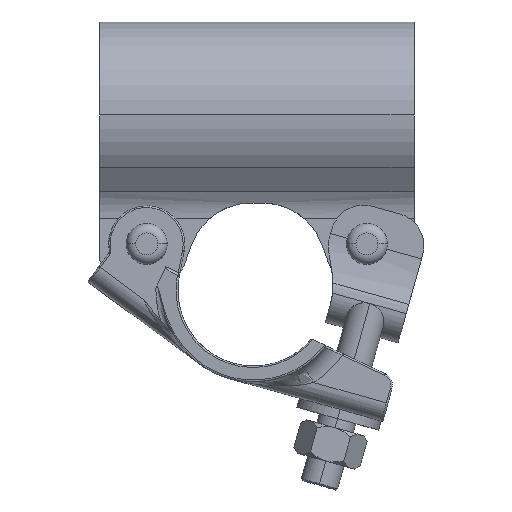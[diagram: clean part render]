
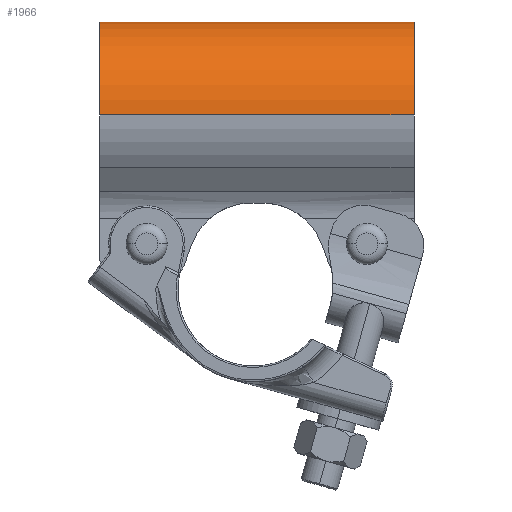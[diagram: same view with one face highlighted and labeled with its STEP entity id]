
A CAD part, top view. The second image highlights one B-rep face of the part: STEP entity #1966.
In plain terms, the highlighted cylindrical face has radius 29.7 mm (diameter 59.4 mm), a partial arc.
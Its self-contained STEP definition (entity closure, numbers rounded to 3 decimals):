
#11 = CARTESIAN_POINT ( 'NONE',  ( -48.386, 27.155, -12.037 ) ) ;
#39 = CARTESIAN_POINT ( 'NONE',  ( -49.506, 27.931, -10.1 ) ) ;
#73 = CARTESIAN_POINT ( 'NONE',  ( -49.74, 28.179, -9.386 ) ) ;
#77 = AXIS2_PLACEMENT_3D ( 'NONE', #516, #2291, #6477 ) ;
#144 = CARTESIAN_POINT ( 'NONE',  ( 44.848, 25.977, -14.398 ) ) ;
#147 = CARTESIAN_POINT ( 'NONE',  ( -50., 0., 0. ) ) ;
#178 = CARTESIAN_POINT ( 'NONE',  ( 42.532, 25.721, -14.85 ) ) ;
#185 = CARTESIAN_POINT ( 'NONE',  ( -42., 25.721, -14.85 ) ) ;
#494 = ORIENTED_EDGE ( 'NONE', *, *, #3003, .F. ) ;
#516 = CARTESIAN_POINT ( 'NONE',  ( 50., 0., 0. ) ) ;
#794 = CYLINDRICAL_SURFACE ( 'NONE', #1629, 29.7 ) ;
#876 = CARTESIAN_POINT ( 'NONE',  ( 50., 0., 0. ) ) ;
#922 = CARTESIAN_POINT ( 'NONE',  ( 48.54, 27.247, -11.821 ) ) ;
#1434 = B_SPLINE_CURVE_WITH_KNOTS ( 'NONE', 3,
 ( #1867, #7637, #5887, #2626, #9409, #8553, #8483, #10067, #3481, #922, #6792, #4301, #6732, #9337, #9299, #8444, #10173, #144, #1838, #2661, #3522, #5996, #178, #9372 ),
 .UNSPECIFIED., .F., .F.,
 ( 4, 2, 2, 2, 2, 2, 2, 2, 2, 2, 2, 4 ),
 ( 0., 0.002, 0.002, 0.003, 0.005, 0.006, 0.006, 0.008, 0.009, 0.01, 0.011, 0.013 ),
 .UNSPECIFIED. ) ;
#1446 = EDGE_CURVE ( 'NONE', #4656, #3372, #5307, .T. ) ;
#1629 = AXIS2_PLACEMENT_3D ( 'NONE', #876, #7587, #4190 ) ;
#1659 = CARTESIAN_POINT ( 'NONE',  ( -46.9, 26.516, -13.38 ) ) ;
#1734 = CARTESIAN_POINT ( 'NONE',  ( -43.828, 25.824, -14.67 ) ) ;
#1757 = CARTESIAN_POINT ( 'NONE',  ( 42., 25.721, -14.85 ) ) ;
#1838 = CARTESIAN_POINT ( 'NONE',  ( 44.601, 25.933, -14.476 ) ) ;
#1857 = CARTESIAN_POINT ( 'NONE',  ( 50., 0., 29.7 ) ) ;
#1867 = CARTESIAN_POINT ( 'NONE',  ( 50., 28.77, -7.373 ) ) ;
#1966 = ADVANCED_FACE ( 'NONE', ( #8247 ), #794, .T. ) ;
#2258 = CARTESIAN_POINT ( 'NONE',  ( 50., 0., 29.7 ) ) ;
#2291 = DIRECTION ( 'NONE',  ( 1., 0., 0. ) ) ;
#2468 = CIRCLE ( 'NONE', #3091, 29.7 ) ;
#2522 = CARTESIAN_POINT ( 'NONE',  ( -48.822, 27.415, -11.425 ) ) ;
#2568 = EDGE_CURVE ( 'NONE', #3372, #7236, #2468, .T. ) ;
#2626 = CARTESIAN_POINT ( 'NONE',  ( 49.805, 28.263, -9.13 ) ) ;
#2661 = CARTESIAN_POINT ( 'NONE',  ( 44.096, 25.857, -14.611 ) ) ;
#2664 = CARTESIAN_POINT ( 'NONE',  ( 50., 28.77, -7.373 ) ) ;
#2734 = DIRECTION ( 'NONE',  ( 1., 0., 0. ) ) ;
#2858 = CIRCLE ( 'NONE', #77, 29.7 ) ;
#2901 = VERTEX_POINT ( 'NONE', #2664 ) ;
#2927 = CARTESIAN_POINT ( 'NONE',  ( -49.951, 28.494, -8.395 ) ) ;
#3003 = EDGE_CURVE ( 'NONE', #2901, #3573, #2858, .T. ) ;
#3091 = AXIS2_PLACEMENT_3D ( 'NONE', #147, #2734, #8590 ) ;
#3103 = CARTESIAN_POINT ( 'NONE',  ( -50., 0., 29.7 ) ) ;
#3144 = ORIENTED_EDGE ( 'NONE', *, *, #5759, .F. ) ;
#3215 = DIRECTION ( 'NONE',  ( -1., 0., 0. ) ) ;
#3229 = EDGE_LOOP ( 'NONE', ( #3144, #494, #4895, #5300, #6339, #4871 ) ) ;
#3275 = CARTESIAN_POINT ( 'NONE',  ( -48.056, 26.986, -12.409 ) ) ;
#3372 = VERTEX_POINT ( 'NONE', #4632 ) ;
#3375 = EDGE_CURVE ( 'NONE', #6370, #4656, #9003, .T. ) ;
#3385 = CARTESIAN_POINT ( 'NONE',  ( -49.2, 27.676, -10.779 ) ) ;
#3481 = CARTESIAN_POINT ( 'NONE',  ( 48.972, 27.506, -11.213 ) ) ;
#3522 = CARTESIAN_POINT ( 'NONE',  ( 43.837, 25.825, -14.668 ) ) ;
#3573 = VERTEX_POINT ( 'NONE', #1857 ) ;
#3840 = LINE ( 'NONE', #2258, #8550 ) ;
#4170 = CARTESIAN_POINT ( 'NONE',  ( -45.57, 26.122, -14.133 ) ) ;
#4190 = DIRECTION ( 'NONE',  ( 0., 0., 1. ) ) ;
#4235 = CARTESIAN_POINT ( 'NONE',  ( -47.309, 26.667, -13.076 ) ) ;
#4301 = CARTESIAN_POINT ( 'NONE',  ( 48.051, 26.991, -12.395 ) ) ;
#4632 = CARTESIAN_POINT ( 'NONE',  ( -50., 28.77, -7.373 ) ) ;
#4656 = VERTEX_POINT ( 'NONE', #185 ) ;
#4871 = ORIENTED_EDGE ( 'NONE', *, *, #2568, .T. ) ;
#4895 = ORIENTED_EDGE ( 'NONE', *, *, #7961, .T. ) ;
#4936 = CARTESIAN_POINT ( 'NONE',  ( -44.84, 25.975, -14.401 ) ) ;
#5010 = CARTESIAN_POINT ( 'NONE',  ( -47.503, 26.745, -12.916 ) ) ;
#5045 = CARTESIAN_POINT ( 'NONE',  ( -49.31, 27.762, -10.556 ) ) ;
#5300 = ORIENTED_EDGE ( 'NONE', *, *, #3375, .T. ) ;
#5307 = B_SPLINE_CURVE_WITH_KNOTS ( 'NONE', 3,
 ( #9999, #9114, #7522, #1734, #10846, #5786, #4936, #4170, #9271, #10036, #1659, #4235, #5010, #3275, #11, #2522, #8377, #3385, #5045, #39, #5863, #73, #10711, #2927, #9713, #5594 ),
 .UNSPECIFIED., .F., .F.,
 ( 4, 2, 2, 2, 2, 2, 2, 2, 2, 2, 2, 2, 4 ),
 ( 0., 0.002, 0.002, 0.003, 0.005, 0.006, 0.006, 0.008, 0.009, 0.009, 0.01, 0.011, 0.013 ),
 .UNSPECIFIED. ) ;
#5574 = DIRECTION ( 'NONE',  ( -1., 0., 0. ) ) ;
#5594 = CARTESIAN_POINT ( 'NONE',  ( -50., 28.77, -7.373 ) ) ;
#5759 = EDGE_CURVE ( 'NONE', #3573, #7236, #3840, .T. ) ;
#5786 = CARTESIAN_POINT ( 'NONE',  ( -44.589, 25.931, -14.48 ) ) ;
#5863 = CARTESIAN_POINT ( 'NONE',  ( -49.592, 28.015, -9.866 ) ) ;
#5887 = CARTESIAN_POINT ( 'NONE',  ( 49.951, 28.494, -8.392 ) ) ;
#5964 = VECTOR ( 'NONE', #3215, 1000. ) ;
#5996 = CARTESIAN_POINT ( 'NONE',  ( 43.058, 25.747, -14.805 ) ) ;
#6339 = ORIENTED_EDGE ( 'NONE', *, *, #1446, .T. ) ;
#6370 = VERTEX_POINT ( 'NONE', #1757 ) ;
#6477 = DIRECTION ( 'NONE',  ( 0., 0., -1. ) ) ;
#6732 = CARTESIAN_POINT ( 'NONE',  ( 47.876, 26.908, -12.574 ) ) ;
#6792 = CARTESIAN_POINT ( 'NONE',  ( 48.384, 27.16, -12.019 ) ) ;
#7236 = VERTEX_POINT ( 'NONE', #3103 ) ;
#7522 = CARTESIAN_POINT ( 'NONE',  ( -43.055, 25.747, -14.805 ) ) ;
#7587 = DIRECTION ( 'NONE',  ( -1., 0., 0. ) ) ;
#7637 = CARTESIAN_POINT ( 'NONE',  ( 50., 28.638, -7.888 ) ) ;
#7961 = EDGE_CURVE ( 'NONE', #2901, #6370, #1434, .T. ) ;
#8247 = FACE_OUTER_BOUND ( 'NONE', #3229, .T. ) ;
#8377 = CARTESIAN_POINT ( 'NONE',  ( -48.957, 27.503, -11.213 ) ) ;
#8444 = CARTESIAN_POINT ( 'NONE',  ( 46.04, 26.243, -13.91 ) ) ;
#8483 = CARTESIAN_POINT ( 'NONE',  ( 49.509, 27.934, -10.092 ) ) ;
#8550 = VECTOR ( 'NONE', #5574, 1000. ) ;
#8553 = CARTESIAN_POINT ( 'NONE',  ( 49.596, 28.019, -9.854 ) ) ;
#8590 = DIRECTION ( 'NONE',  ( 0., 0., -1. ) ) ;
#8904 = CARTESIAN_POINT ( 'NONE',  ( 50., 25.721, -14.85 ) ) ;
#9003 = LINE ( 'NONE', #8904, #5964 ) ;
#9114 = CARTESIAN_POINT ( 'NONE',  ( -42.532, 25.721, -14.85 ) ) ;
#9271 = CARTESIAN_POINT ( 'NONE',  ( -46.032, 26.241, -13.914 ) ) ;
#9299 = CARTESIAN_POINT ( 'NONE',  ( 46.919, 26.516, -13.382 ) ) ;
#9337 = CARTESIAN_POINT ( 'NONE',  ( 47.323, 26.667, -13.081 ) ) ;
#9372 = CARTESIAN_POINT ( 'NONE',  ( 42., 25.721, -14.85 ) ) ;
#9409 = CARTESIAN_POINT ( 'NONE',  ( 49.744, 28.183, -9.373 ) ) ;
#9713 = CARTESIAN_POINT ( 'NONE',  ( -50., 28.638, -7.888 ) ) ;
#9999 = CARTESIAN_POINT ( 'NONE',  ( -42., 25.721, -14.85 ) ) ;
#10036 = CARTESIAN_POINT ( 'NONE',  ( -46.687, 26.444, -13.522 ) ) ;
#10067 = CARTESIAN_POINT ( 'NONE',  ( 49.214, 27.679, -10.781 ) ) ;
#10173 = CARTESIAN_POINT ( 'NONE',  ( 45.574, 26.123, -14.131 ) ) ;
#10711 = CARTESIAN_POINT ( 'NONE',  ( -49.803, 28.26, -9.14 ) ) ;
#10846 = CARTESIAN_POINT ( 'NONE',  ( -44.083, 25.856, -14.614 ) ) ;
